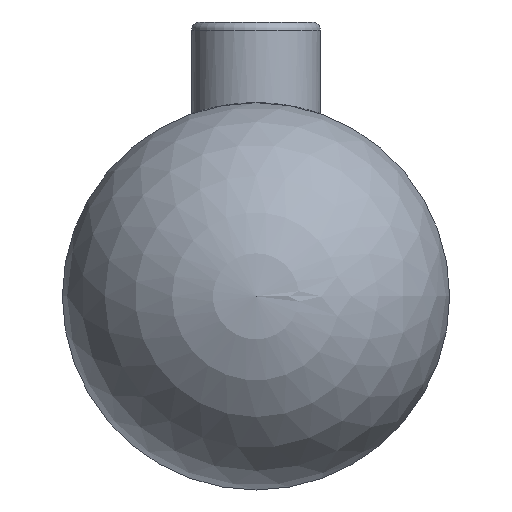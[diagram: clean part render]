
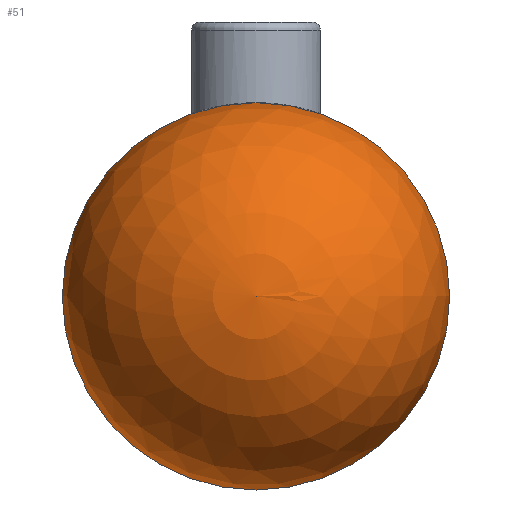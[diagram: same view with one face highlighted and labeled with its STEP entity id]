
A CAD part, front view. The second image highlights one B-rep face of the part: STEP entity #51.
In plain terms, the highlighted spherical face has radius 6 mm.
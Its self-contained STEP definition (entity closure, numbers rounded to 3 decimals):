
#4 = ORIENTED_EDGE ( 'NONE', *, *, #55, .F. ) ;
#51 = ADVANCED_FACE ( 'NONE', ( #265 ), #282, .T. ) ;
#52 = EDGE_CURVE ( 'NONE', #189, #197, #352, .T. ) ;
#55 = EDGE_CURVE ( 'NONE', #197, #189, #338, .T. ) ;
#143 = CARTESIAN_POINT ( 'NONE',  ( 0., 6., -6. ) ) ;
#159 = CARTESIAN_POINT ( 'NONE',  ( 0., 6., 6. ) ) ;
#189 = VERTEX_POINT ( 'NONE', #159 ) ;
#192 = EDGE_LOOP ( 'NONE', ( #4, #226 ) ) ;
#197 = VERTEX_POINT ( 'NONE', #143 ) ;
#226 = ORIENTED_EDGE ( 'NONE', *, *, #52, .F. ) ;
#253 = CARTESIAN_POINT ( 'NONE',  ( 0., 6., 0. ) ) ;
#256 = CARTESIAN_POINT ( 'NONE',  ( 0., 6., 0. ) ) ;
#261 = DIRECTION ( 'NONE',  ( 0., 1., 0. ) ) ;
#265 = FACE_OUTER_BOUND ( 'NONE', #192, .T. ) ;
#269 = DIRECTION ( 'NONE',  ( 0., 0., -1. ) ) ;
#280 = DIRECTION ( 'NONE',  ( 0., 1., 0. ) ) ;
#282 = SPHERICAL_SURFACE ( 'NONE', #330, 6. ) ;
#286 = DIRECTION ( 'NONE',  ( 1., 0., 0. ) ) ;
#288 = DIRECTION ( 'NONE',  ( 0., 0., -1. ) ) ;
#293 = CARTESIAN_POINT ( 'NONE',  ( 0., 6., 0. ) ) ;
#299 = DIRECTION ( 'NONE',  ( 0., 1., 0. ) ) ;
#330 = AXIS2_PLACEMENT_3D ( 'NONE', #256, #299, #286 ) ;
#338 = CIRCLE ( 'NONE', #348, 6. ) ;
#345 = AXIS2_PLACEMENT_3D ( 'NONE', #253, #280, #269 ) ;
#348 = AXIS2_PLACEMENT_3D ( 'NONE', #293, #261, #288 ) ;
#352 = CIRCLE ( 'NONE', #345, 6. ) ;
